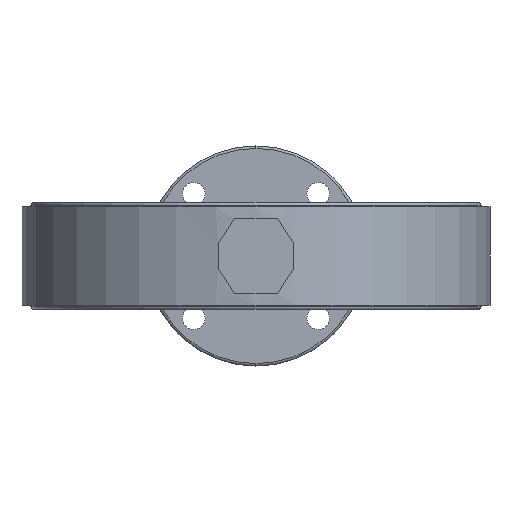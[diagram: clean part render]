
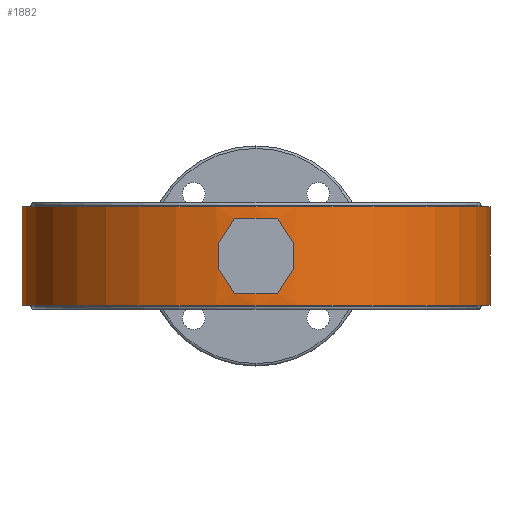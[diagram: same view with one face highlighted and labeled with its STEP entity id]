
A CAD part, front view. The second image highlights one B-rep face of the part: STEP entity #1882.
In plain terms, the highlighted cylindrical face has radius 186 mm (diameter 372 mm), a partial arc.
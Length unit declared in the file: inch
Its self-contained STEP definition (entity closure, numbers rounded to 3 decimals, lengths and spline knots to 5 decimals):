
#268 = CARTESIAN_POINT ( 'NONE',  ( 5.04894, 1.5933, 8.96848 ) ) ;
#306 = LINE ( 'NONE', #4074, #1145 ) ;
#340 = CARTESIAN_POINT ( 'NONE',  ( 7.24134, 1.56555, 8.70725 ) ) ;
#370 = VERTEX_POINT ( 'NONE', #10031 ) ;
#643 =( BOUNDED_CURVE ( )  B_SPLINE_CURVE ( 3, ( #2396, #772, #8235, #3439 ),
 .UNSPECIFIED., .F., .T. ) 
 B_SPLINE_CURVE_WITH_KNOTS ( ( 4, 4 ),
 ( 4.80391, 4.87439 ),
 .UNSPECIFIED. ) 
 CURVE ( )  GEOMETRIC_REPRESENTATION_ITEM ( )  RATIONAL_B_SPLINE_CURVE ( ( 1., 1., 1., 1. ) ) 
 REPRESENTATION_ITEM ( '' )  );
#772 = CARTESIAN_POINT ( 'NONE',  ( 7.07067, 1.54379, 10.27969 ) ) ;
#804 = VERTEX_POINT ( 'NONE', #9845 ) ;
#870 = AXIS2_PLACEMENT_3D ( 'NONE', #9742, #3984, #10408 ) ;
#1005 = DIRECTION ( 'NONE',  ( 0., 0., -1. ) ) ;
#1021 =( BOUNDED_CURVE ( )  B_SPLINE_CURVE ( 3, ( #2137, #340, #8686, #6925 ),
 .UNSPECIFIED., .F., .T. ) 
 B_SPLINE_CURVE_WITH_KNOTS ( ( 4, 4 ),
 ( 4.55039, 4.62086 ),
 .UNSPECIFIED. ) 
 CURVE ( )  GEOMETRIC_REPRESENTATION_ITEM ( )  RATIONAL_B_SPLINE_CURVE ( ( 1., 1., 1., 1. ) ) 
 REPRESENTATION_ITEM ( '' )  );
#1143 = EDGE_CURVE ( 'NONE', #8943, #5485, #11597, .T. ) ;
#1145 = VECTOR ( 'NONE', #7892, 39.37008 ) ;
#1480 = VERTEX_POINT ( 'NONE', #8767 ) ;
#1677 = CARTESIAN_POINT ( 'NONE',  ( 5.21874, 1.56555, 8.70725 ) ) ;
#1745 = CARTESIAN_POINT ( 'NONE',  ( 5.56075, 1.52807, 10.54329 ) ) ;
#1882 = ADVANCED_FACE ( 'NONE', ( #6174, #4355 ), #5288, .T. ) ;
#1910 =( BOUNDED_CURVE ( )  B_SPLINE_CURVE ( 3, ( #11222, #10354, #10228, #2670 ),
 .UNSPECIFIED., .F., .T. ) 
 B_SPLINE_CURVE_WITH_KNOTS ( ( 4, 4 ),
 ( 1.4088, 1.47927 ),
 .UNSPECIFIED. ) 
 CURVE ( )  GEOMETRIC_REPRESENTATION_ITEM ( )  RATIONAL_B_SPLINE_CURVE ( ( 1., 1., 1., 1. ) ) 
 REPRESENTATION_ITEM ( '' )  );
#1916 = CARTESIAN_POINT ( 'NONE',  ( 7.41115, 1.5933, 8.96848 ) ) ;
#1918 = VERTEX_POINT ( 'NONE', #3877 ) ;
#1959 = DIRECTION ( 'NONE',  ( 1., 0., 0. ) ) ;
#2028 = CARTESIAN_POINT ( 'NONE',  ( 5.04894, 1.5933, 8.96848 ) ) ;
#2092 = ORIENTED_EDGE ( 'NONE', *, *, #4151, .T. ) ;
#2137 = CARTESIAN_POINT ( 'NONE',  ( 7.41115, 1.5933, 8.96848 ) ) ;
#2280 = VERTEX_POINT ( 'NONE', #7026 ) ;
#2311 = CIRCLE ( 'NONE', #4474, 7.32283 ) ;
#2388 = CARTESIAN_POINT ( 'NONE',  ( 6.23004, 8.82025, 7.82659 ) ) ;
#2396 = CARTESIAN_POINT ( 'NONE',  ( 6.89933, 1.52807, 10.54329 ) ) ;
#2494 = CARTESIAN_POINT ( 'NONE',  ( 5.04894, 1.5933, 8.96848 ) ) ;
#2558 = DIRECTION ( 'NONE',  ( 0., 0., -1. ) ) ;
#2649 = ORIENTED_EDGE ( 'NONE', *, *, #6160, .F. ) ;
#2670 = CARTESIAN_POINT ( 'NONE',  ( 5.56075, 1.52807, 10.54329 ) ) ;
#2673 = DIRECTION ( 'NONE',  ( 0., 0., -1. ) ) ;
#2711 = ORIENTED_EDGE ( 'NONE', *, *, #4703, .T. ) ;
#2721 = LINE ( 'NONE', #11213, #6089 ) ;
#3052 = ORIENTED_EDGE ( 'NONE', *, *, #3605, .T. ) ;
#3134 = ORIENTED_EDGE ( 'NONE', *, *, #7682, .T. ) ;
#3156 = ORIENTED_EDGE ( 'NONE', *, *, #4467, .T. ) ;
#3439 = CARTESIAN_POINT ( 'NONE',  ( 7.41115, 1.5933, 9.75588 ) ) ;
#3563 = ORIENTED_EDGE ( 'NONE', *, *, #5755, .T. ) ;
#3605 = EDGE_CURVE ( 'NONE', #5485, #804, #643, .T. ) ;
#3627 = CARTESIAN_POINT ( 'NONE',  ( 6.23004, 8.82025, 10.89777 ) ) ;
#3877 = CARTESIAN_POINT ( 'NONE',  ( 5.56075, 1.52807, 8.18108 ) ) ;
#3934 = AXIS2_PLACEMENT_3D ( 'NONE', #3627, #8441, #1959 ) ;
#3984 = DIRECTION ( 'NONE',  ( 0., 0., 1. ) ) ;
#4074 = CARTESIAN_POINT ( 'NONE',  ( 7.41115, 1.5933, 9.75588 ) ) ;
#4151 = EDGE_CURVE ( 'NONE', #1480, #8943, #1910, .T. ) ;
#4355 = FACE_BOUND ( 'NONE', #9632, .T. ) ;
#4454 = CARTESIAN_POINT ( 'NONE',  ( 5.56075, 1.52807, 8.18108 ) ) ;
#4467 = EDGE_CURVE ( 'NONE', #1918, #11060, #7499, .T. ) ;
#4474 = AXIS2_PLACEMENT_3D ( 'NONE', #7657, #9531, #4527 ) ;
#4527 = DIRECTION ( 'NONE',  ( -1., 0., 0. ) ) ;
#4703 = EDGE_CURVE ( 'NONE', #804, #8636, #306, .T. ) ;
#4947 = CARTESIAN_POINT ( 'NONE',  ( 6.89933, 1.52807, 10.54329 ) ) ;
#5288 = CYLINDRICAL_SURFACE ( 'NONE', #8806, 7.32283 ) ;
#5331 = CIRCLE ( 'NONE', #5728, 7.32283 ) ;
#5485 = VERTEX_POINT ( 'NONE', #4947 ) ;
#5728 = AXIS2_PLACEMENT_3D ( 'NONE', #2388, #2558, #6353 ) ;
#5755 = EDGE_CURVE ( 'NONE', #2280, #8831, #9300, .T. ) ;
#6089 = VECTOR ( 'NONE', #1005, 39.37008 ) ;
#6160 = EDGE_CURVE ( 'NONE', #2280, #7582, #12127, .T. ) ;
#6174 = FACE_OUTER_BOUND ( 'NONE', #10752, .T. ) ;
#6219 = EDGE_CURVE ( 'NONE', #11060, #1480, #8563, .T. ) ;
#6281 = EDGE_CURVE ( 'NONE', #8636, #370, #1021, .T. ) ;
#6353 = DIRECTION ( 'NONE',  ( -1., 0., 0. ) ) ;
#6383 = EDGE_CURVE ( 'NONE', #9513, #8831, #5331, .T. ) ;
#6395 = CARTESIAN_POINT ( 'NONE',  ( 5.38942, 1.54379, 8.44467 ) ) ;
#6413 = DIRECTION ( 'NONE',  ( 0., 0., -1. ) ) ;
#6515 = VECTOR ( 'NONE', #9557, 39.37008 ) ;
#6925 = CARTESIAN_POINT ( 'NONE',  ( 6.89933, 1.52807, 8.18108 ) ) ;
#7026 = CARTESIAN_POINT ( 'NONE',  ( -1.09279, 8.82025, 10.89777 ) ) ;
#7413 = CARTESIAN_POINT ( 'NONE',  ( 6.23004, 8.82025, 10.54329 ) ) ;
#7499 =( BOUNDED_CURVE ( )  B_SPLINE_CURVE ( 3, ( #4454, #6395, #1677, #2494 ),
 .UNSPECIFIED., .F., .T. ) 
 B_SPLINE_CURVE_WITH_KNOTS ( ( 4, 4 ),
 ( 1.66232, 1.73279 ),
 .UNSPECIFIED. ) 
 CURVE ( )  GEOMETRIC_REPRESENTATION_ITEM ( )  RATIONAL_B_SPLINE_CURVE ( ( 1., 1., 1., 1. ) ) 
 REPRESENTATION_ITEM ( '' )  );
#7582 = VERTEX_POINT ( 'NONE', #11470 ) ;
#7657 = CARTESIAN_POINT ( 'NONE',  ( 6.23004, 8.82025, 8.18108 ) ) ;
#7682 = EDGE_CURVE ( 'NONE', #370, #1918, #2311, .T. ) ;
#7749 = CARTESIAN_POINT ( 'NONE',  ( 13.55288, 8.82025, 7.82659 ) ) ;
#7891 = EDGE_CURVE ( 'NONE', #7582, #9513, #2721, .T. ) ;
#7892 = DIRECTION ( 'NONE',  ( 0., 0., -1. ) ) ;
#8132 = VECTOR ( 'NONE', #6413, 39.37008 ) ;
#8235 = CARTESIAN_POINT ( 'NONE',  ( 7.24134, 1.56555, 10.01712 ) ) ;
#8371 = ORIENTED_EDGE ( 'NONE', *, *, #7891, .F. ) ;
#8441 = DIRECTION ( 'NONE',  ( 0., 0., 1. ) ) ;
#8563 = LINE ( 'NONE', #2028, #6515 ) ;
#8636 = VERTEX_POINT ( 'NONE', #1916 ) ;
#8686 = CARTESIAN_POINT ( 'NONE',  ( 7.07067, 1.54379, 8.44467 ) ) ;
#8767 = CARTESIAN_POINT ( 'NONE',  ( 5.04894, 1.5933, 9.75588 ) ) ;
#8806 = AXIS2_PLACEMENT_3D ( 'NONE', #7413, #2673, #11226 ) ;
#8831 = VERTEX_POINT ( 'NONE', #10226 ) ;
#8943 = VERTEX_POINT ( 'NONE', #1745 ) ;
#9300 = LINE ( 'NONE', #11177, #8132 ) ;
#9513 = VERTEX_POINT ( 'NONE', #7749 ) ;
#9531 = DIRECTION ( 'NONE',  ( 0., 0., -1. ) ) ;
#9557 = DIRECTION ( 'NONE',  ( 0., 0., 1. ) ) ;
#9632 = EDGE_LOOP ( 'NONE', ( #3156, #11305, #2092, #12214, #3052, #2711, #10085, #3134 ) ) ;
#9742 = CARTESIAN_POINT ( 'NONE',  ( 6.23004, 8.82025, 10.54329 ) ) ;
#9845 = CARTESIAN_POINT ( 'NONE',  ( 7.41115, 1.5933, 9.75588 ) ) ;
#10031 = CARTESIAN_POINT ( 'NONE',  ( 6.89933, 1.52807, 8.18108 ) ) ;
#10085 = ORIENTED_EDGE ( 'NONE', *, *, #6281, .T. ) ;
#10226 = CARTESIAN_POINT ( 'NONE',  ( -1.09279, 8.82025, 7.82659 ) ) ;
#10228 = CARTESIAN_POINT ( 'NONE',  ( 5.38942, 1.54379, 10.27969 ) ) ;
#10354 = CARTESIAN_POINT ( 'NONE',  ( 5.21874, 1.56555, 10.01712 ) ) ;
#10408 = DIRECTION ( 'NONE',  ( 1., 0., 0. ) ) ;
#10562 = ORIENTED_EDGE ( 'NONE', *, *, #6383, .F. ) ;
#10752 = EDGE_LOOP ( 'NONE', ( #8371, #2649, #3563, #10562 ) ) ;
#11060 = VERTEX_POINT ( 'NONE', #268 ) ;
#11177 = CARTESIAN_POINT ( 'NONE',  ( -1.09279, 8.82025, 10.54329 ) ) ;
#11213 = CARTESIAN_POINT ( 'NONE',  ( 13.55288, 8.82025, 10.54329 ) ) ;
#11222 = CARTESIAN_POINT ( 'NONE',  ( 5.04894, 1.5933, 9.75588 ) ) ;
#11226 = DIRECTION ( 'NONE',  ( -1., 0., 0. ) ) ;
#11305 = ORIENTED_EDGE ( 'NONE', *, *, #6219, .T. ) ;
#11470 = CARTESIAN_POINT ( 'NONE',  ( 13.55288, 8.82025, 10.89777 ) ) ;
#11597 = CIRCLE ( 'NONE', #870, 7.32283 ) ;
#12127 = CIRCLE ( 'NONE', #3934, 7.32283 ) ;
#12214 = ORIENTED_EDGE ( 'NONE', *, *, #1143, .T. ) ;
